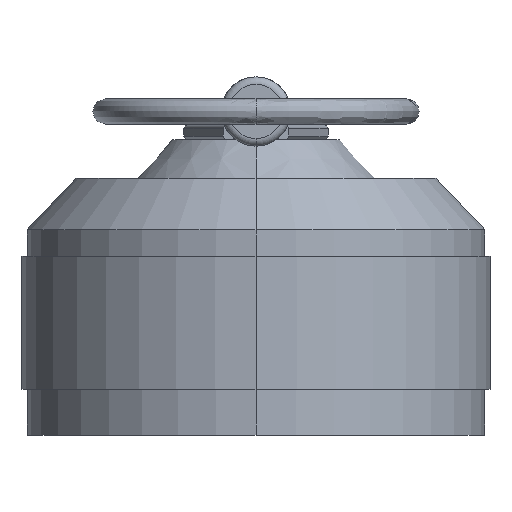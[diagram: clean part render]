
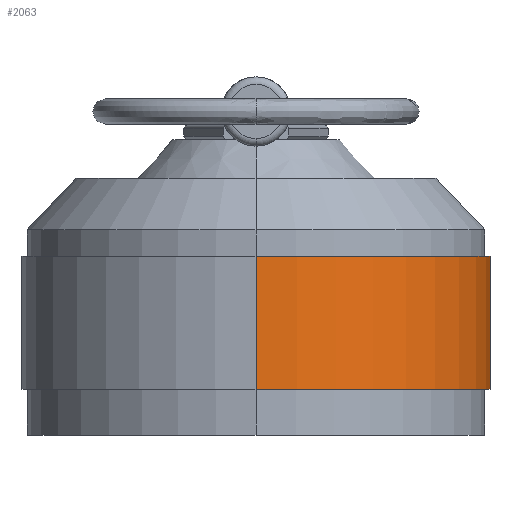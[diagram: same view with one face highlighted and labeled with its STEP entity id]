
A CAD part, front view. The second image highlights one B-rep face of the part: STEP entity #2063.
In plain terms, the highlighted cylindrical face has radius 15.875 mm (diameter 31.75 mm), a partial arc.
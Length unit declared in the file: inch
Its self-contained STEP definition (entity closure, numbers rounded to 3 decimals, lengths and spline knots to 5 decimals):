
#8 = FACE_OUTER_BOUND ( 'NONE', #3609, .T. ) ;
#11 = DIRECTION ( 'NONE',  ( 0., 1., 0. ) ) ;
#293 = DIRECTION ( 'NONE',  ( 0., 1., 0. ) ) ;
#577 = LINE ( 'NONE', #3428, #2067 ) ;
#1079 = EDGE_CURVE ( 'NONE', #5572, #4867, #4686, .T. ) ;
#1308 = CIRCLE ( 'NONE', #5537, 0.625 ) ;
#1352 = CARTESIAN_POINT ( 'NONE',  ( 0., 0.47805, 0.625 ) ) ;
#1404 = CARTESIAN_POINT ( 'NONE',  ( 0., 0.47805, -0.625 ) ) ;
#1504 = ORIENTED_EDGE ( 'NONE', *, *, #2806, .T. ) ;
#1516 = VECTOR ( 'NONE', #4442, 39.37008 ) ;
#1632 = CARTESIAN_POINT ( 'NONE',  ( 0., 0.789, 0. ) ) ;
#1999 = CARTESIAN_POINT ( 'NONE',  ( 0., 0.12205, 0.625 ) ) ;
#2063 = ADVANCED_FACE ( 'NONE', ( #8 ), #4007, .T. ) ;
#2067 = VECTOR ( 'NONE', #5607, 39.37008 ) ;
#2171 = DIRECTION ( 'NONE',  ( 0., 0., 1. ) ) ;
#2444 = EDGE_CURVE ( 'NONE', #5708, #3504, #1308, .T. ) ;
#2451 = ORIENTED_EDGE ( 'NONE', *, *, #2444, .T. ) ;
#2564 = CARTESIAN_POINT ( 'NONE',  ( 0., 0.12205, -0.625 ) ) ;
#2806 = EDGE_CURVE ( 'NONE', #3504, #4867, #2819, .T. ) ;
#2819 = LINE ( 'NONE', #4290, #1516 ) ;
#3089 = ORIENTED_EDGE ( 'NONE', *, *, #1079, .F. ) ;
#3428 = CARTESIAN_POINT ( 'NONE',  ( 0., 0.789, 0.625 ) ) ;
#3504 = VERTEX_POINT ( 'NONE', #2564 ) ;
#3609 = EDGE_LOOP ( 'NONE', ( #2451, #1504, #3089, #4054 ) ) ;
#4007 = CYLINDRICAL_SURFACE ( 'NONE', #5237, 0.625 ) ;
#4054 = ORIENTED_EDGE ( 'NONE', *, *, #4402, .F. ) ;
#4290 = CARTESIAN_POINT ( 'NONE',  ( 0., 0.789, -0.625 ) ) ;
#4306 = DIRECTION ( 'NONE',  ( 0., 1., 0. ) ) ;
#4402 = EDGE_CURVE ( 'NONE', #5708, #5572, #577, .T. ) ;
#4442 = DIRECTION ( 'NONE',  ( 0., 1., 0. ) ) ;
#4684 = DIRECTION ( 'NONE',  ( 0., 0., 1. ) ) ;
#4686 = CIRCLE ( 'NONE', #4719, 0.625 ) ;
#4719 = AXIS2_PLACEMENT_3D ( 'NONE', #5682, #4306, #5648 ) ;
#4867 = VERTEX_POINT ( 'NONE', #1404 ) ;
#5237 = AXIS2_PLACEMENT_3D ( 'NONE', #1632, #293, #4684 ) ;
#5537 = AXIS2_PLACEMENT_3D ( 'NONE', #5703, #11, #2171 ) ;
#5572 = VERTEX_POINT ( 'NONE', #1352 ) ;
#5607 = DIRECTION ( 'NONE',  ( 0., 1., 0. ) ) ;
#5648 = DIRECTION ( 'NONE',  ( 0., 0., 1. ) ) ;
#5682 = CARTESIAN_POINT ( 'NONE',  ( 0., 0.47805, 0. ) ) ;
#5703 = CARTESIAN_POINT ( 'NONE',  ( 0., 0.12205, 0. ) ) ;
#5708 = VERTEX_POINT ( 'NONE', #1999 ) ;
